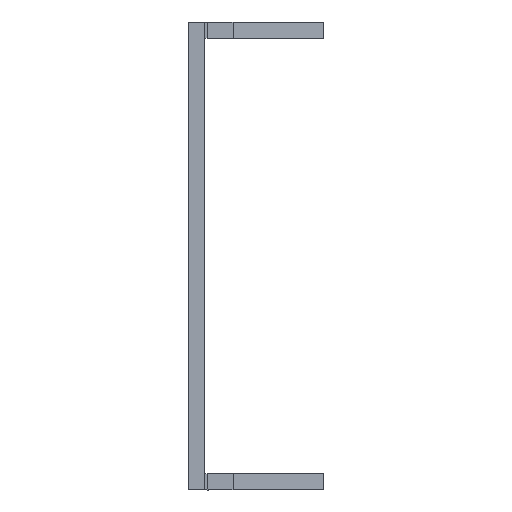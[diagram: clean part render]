
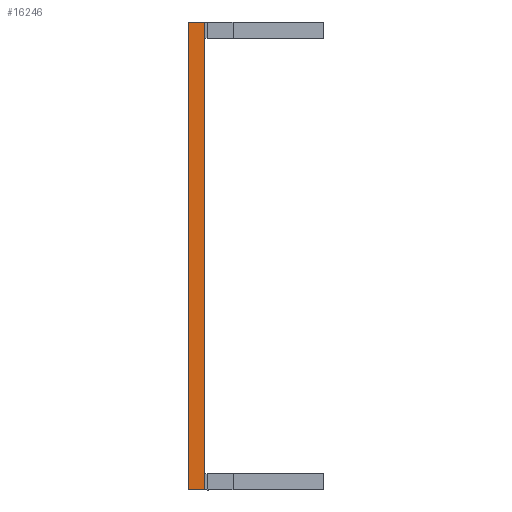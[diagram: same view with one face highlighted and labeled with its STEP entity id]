
A CAD part, left-side view. The second image highlights one B-rep face of the part: STEP entity #16246.
In plain terms, the highlighted planar face has unit normal (-1, 0, 0).
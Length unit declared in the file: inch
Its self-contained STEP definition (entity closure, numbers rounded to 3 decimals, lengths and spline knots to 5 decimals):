
#2296 = LINE ( 'NONE', #24718, #20331 ) ;
#2540 = CARTESIAN_POINT ( 'NONE',  ( -9.5, -38.1572, 0.865 ) ) ;
#2764 = CARTESIAN_POINT ( 'NONE',  ( -9.5, 0.06, 0.865 ) ) ;
#4508 = CARTESIAN_POINT ( 'NONE',  ( -9.5, 0., 0.865 ) ) ;
#4553 = FACE_OUTER_BOUND ( 'NONE', #30190, .T. ) ;
#4663 = EDGE_CURVE ( 'NONE', #17003, #20457, #9240, .T. ) ;
#6650 = VECTOR ( 'NONE', #23703, 39.37008 ) ;
#7163 = ORIENTED_EDGE ( 'NONE', *, *, #22110, .T. ) ;
#7594 = DIRECTION ( 'NONE',  ( -1., 0., 0. ) ) ;
#8062 = EDGE_CURVE ( 'NONE', #9429, #17003, #25234, .T. ) ;
#9020 = ORIENTED_EDGE ( 'NONE', *, *, #4663, .F. ) ;
#9240 = LINE ( 'NONE', #2764, #9983 ) ;
#9429 = VERTEX_POINT ( 'NONE', #28252 ) ;
#9983 = VECTOR ( 'NONE', #29581, 39.37008 ) ;
#10713 = DIRECTION ( 'NONE',  ( 0., 0., 1. ) ) ;
#12919 = LINE ( 'NONE', #2540, #6650 ) ;
#14621 = CARTESIAN_POINT ( 'NONE',  ( -9.5, -38.1572, 0.865 ) ) ;
#14629 = ORIENTED_EDGE ( 'NONE', *, *, #25348, .T. ) ;
#16246 = ADVANCED_FACE ( 'NONE', ( #4553 ), #26249, .T. ) ;
#17003 = VERTEX_POINT ( 'NONE', #29900 ) ;
#19322 = CARTESIAN_POINT ( 'NONE',  ( -9.5, 0.06, 0.865 ) ) ;
#19648 = ORIENTED_EDGE ( 'NONE', *, *, #8062, .F. ) ;
#20331 = VECTOR ( 'NONE', #10713, 39.37008 ) ;
#20457 = VERTEX_POINT ( 'NONE', #19322 ) ;
#22110 = EDGE_CURVE ( 'NONE', #9429, #23829, #2296, .T. ) ;
#23392 = DIRECTION ( 'NONE',  ( 0., 1., 0. ) ) ;
#23703 = DIRECTION ( 'NONE',  ( 0., 1., 0. ) ) ;
#23829 = VERTEX_POINT ( 'NONE', #4508 ) ;
#23979 = DIRECTION ( 'NONE',  ( 0., 0., 1. ) ) ;
#24718 = CARTESIAN_POINT ( 'NONE',  ( -9.5, 0., 0.865 ) ) ;
#25234 = LINE ( 'NONE', #26919, #25970 ) ;
#25348 = EDGE_CURVE ( 'NONE', #23829, #20457, #12919, .T. ) ;
#25970 = VECTOR ( 'NONE', #23392, 39.37008 ) ;
#26249 = PLANE ( 'NONE',  #27642 ) ;
#26919 = CARTESIAN_POINT ( 'NONE',  ( -9.5, -38.1572, -0.865 ) ) ;
#27642 = AXIS2_PLACEMENT_3D ( 'NONE', #14621, #7594, #23979 ) ;
#28252 = CARTESIAN_POINT ( 'NONE',  ( -9.5, 0., -0.865 ) ) ;
#29581 = DIRECTION ( 'NONE',  ( 0., 0., 1. ) ) ;
#29900 = CARTESIAN_POINT ( 'NONE',  ( -9.5, 0.06, -0.865 ) ) ;
#30190 = EDGE_LOOP ( 'NONE', ( #9020, #19648, #7163, #14629 ) ) ;
